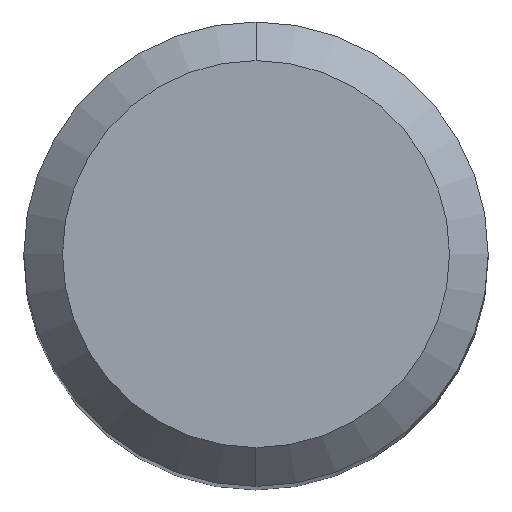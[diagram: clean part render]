
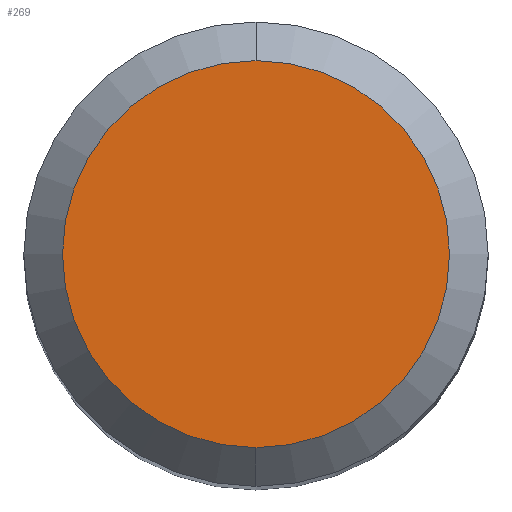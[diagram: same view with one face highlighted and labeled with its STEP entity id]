
A CAD part, top view. The second image highlights one B-rep face of the part: STEP entity #269.
In plain terms, the highlighted planar face has unit normal (0, 0, 1).
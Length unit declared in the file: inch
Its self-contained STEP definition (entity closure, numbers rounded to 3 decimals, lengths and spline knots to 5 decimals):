
#11 = DIRECTION ( 'NONE',  ( 0., 0., -1. ) ) ;
#23 = AXIS2_PLACEMENT_3D ( 'NONE', #211, #303, #85 ) ;
#26 = VERTEX_POINT ( 'NONE', #361 ) ;
#32 = CARTESIAN_POINT ( 'NONE',  ( 0., 0.15625, 0. ) ) ;
#50 = DIRECTION ( 'NONE',  ( 0., 1., 0. ) ) ;
#67 = VERTEX_POINT ( 'NONE', #32 ) ;
#76 = PLANE ( 'NONE',  #406 ) ;
#85 = DIRECTION ( 'NONE',  ( 0., -1., 0. ) ) ;
#88 = CIRCLE ( 'NONE', #23, 0.15625 ) ;
#97 = ORIENTED_EDGE ( 'NONE', *, *, #127, .T. ) ;
#100 = CARTESIAN_POINT ( 'NONE',  ( 0., 0., 0. ) ) ;
#127 = EDGE_CURVE ( 'NONE', #26, #67, #208, .T. ) ;
#144 = FACE_OUTER_BOUND ( 'NONE', #407, .T. ) ;
#158 = ORIENTED_EDGE ( 'NONE', *, *, #245, .T. ) ;
#205 = CARTESIAN_POINT ( 'NONE',  ( 0., 0.15625, 0. ) ) ;
#208 = CIRCLE ( 'NONE', #339, 0.15625 ) ;
#211 = CARTESIAN_POINT ( 'NONE',  ( 0., 0., 0. ) ) ;
#231 = DIRECTION ( 'NONE',  ( 0., 0., 1. ) ) ;
#245 = EDGE_CURVE ( 'NONE', #67, #26, #88, .T. ) ;
#269 = ADVANCED_FACE ( 'NONE', ( #144 ), #76, .F. ) ;
#303 = DIRECTION ( 'NONE',  ( 0., 0., 1. ) ) ;
#326 = DIRECTION ( 'NONE',  ( 0., -1., 0. ) ) ;
#339 = AXIS2_PLACEMENT_3D ( 'NONE', #100, #231, #326 ) ;
#361 = CARTESIAN_POINT ( 'NONE',  ( 0., -0.15625, 0. ) ) ;
#406 = AXIS2_PLACEMENT_3D ( 'NONE', #205, #11, #50 ) ;
#407 = EDGE_LOOP ( 'NONE', ( #158, #97 ) ) ;
